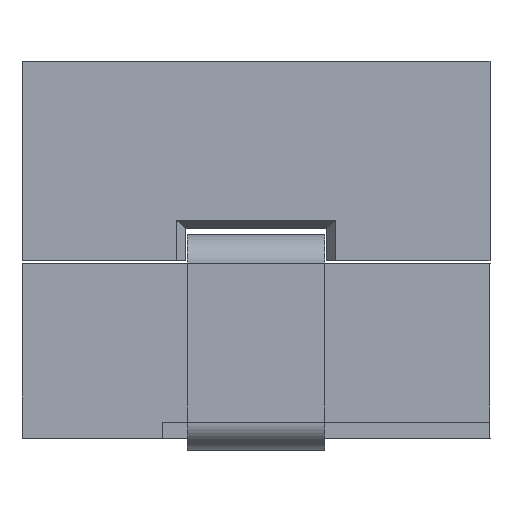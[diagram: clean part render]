
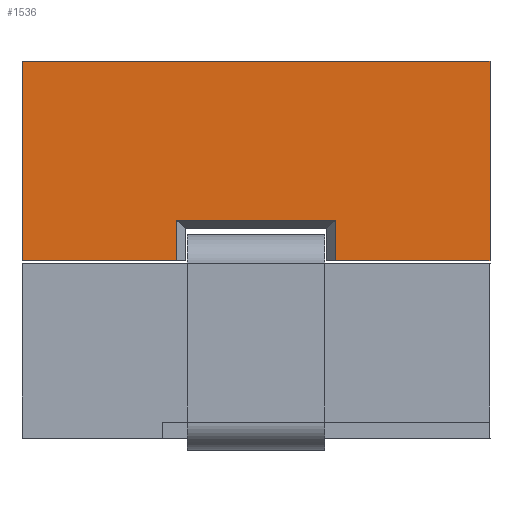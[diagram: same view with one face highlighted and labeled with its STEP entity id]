
A CAD part, left-side view. The second image highlights one B-rep face of the part: STEP entity #1536.
In plain terms, the highlighted free-form (B-spline) face has degree [1, 1] with [2, 2] control points.
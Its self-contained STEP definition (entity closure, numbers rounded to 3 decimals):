
#1177=CARTESIAN_POINT('',(-5.34,-3.825,0.));
#1178=VERTEX_POINT('',#1177);
#1193=CARTESIAN_POINT('',(-5.34,3.825,0.));
#1194=VERTEX_POINT('',#1193);
#1200=CARTESIAN_POINT('',(-5.34,3.825,0.));
#1201=CARTESIAN_POINT('',(-5.34,-3.825,0.));
#1202=B_SPLINE_CURVE_WITH_KNOTS('',1,(#1200,#1201),.UNSPECIFIED.,.F.,.U.,(2,2),(0.,1.),.UNSPECIFIED.);
#1203=EDGE_CURVE('',#1194,#1178,#1202,.T.);
#1406=CARTESIAN_POINT('',(-5.34,-3.825,-3.256));
#1407=VERTEX_POINT('',#1406);
#1413=CARTESIAN_POINT('',(-5.34,-3.825,0.));
#1414=CARTESIAN_POINT('',(-5.34,-3.825,-3.256));
#1415=B_SPLINE_CURVE_WITH_KNOTS('',1,(#1413,#1414),.UNSPECIFIED.,.F.,.U.,(2,2),(0.,1.),.UNSPECIFIED.);
#1416=EDGE_CURVE('',#1178,#1407,#1415,.T.);
#1477=CARTESIAN_POINT('',(-5.34,3.825,-3.256));
#1478=VERTEX_POINT('',#1477);
#1479=CARTESIAN_POINT('',(-5.34,3.825,0.));
#1480=CARTESIAN_POINT('',(-5.34,3.825,-3.256));
#1481=B_SPLINE_CURVE_WITH_KNOTS('',1,(#1479,#1480),.UNSPECIFIED.,.F.,.U.,(2,2),(0.,1.),.UNSPECIFIED.);
#1482=EDGE_CURVE('',#1194,#1478,#1481,.T.);
#1493=CARTESIAN_POINT('',(-5.34,3.825,0.));
#1494=CARTESIAN_POINT('',(-5.34,3.825,-3.256));
#1495=CARTESIAN_POINT('',(-5.34,-3.825,0.));
#1496=CARTESIAN_POINT('',(-5.34,-3.825,-3.256));
#1497=B_SPLINE_SURFACE_WITH_KNOTS('',1,1,((#1493,#1494),(#1495,#1496)),.PLANE_SURF.,.F.,.F.,.U.,(2,2),(2,2),(0.,1.),(0.,1.),.UNSPECIFIED.);
#1498=CARTESIAN_POINT('',(-5.34,1.3,-2.596));
#1499=VERTEX_POINT('',#1498);
#1500=CARTESIAN_POINT('',(-5.34,1.3,-3.256));
#1501=VERTEX_POINT('',#1500);
#1502=CARTESIAN_POINT('',(-5.34,1.3,-2.596));
#1503=CARTESIAN_POINT('',(-5.34,1.3,-3.256));
#1504=B_SPLINE_CURVE_WITH_KNOTS('',1,(#1502,#1503),.UNSPECIFIED.,.F.,.U.,(2,2),(0.797,1.),.UNSPECIFIED.);
#1505=EDGE_CURVE('',#1499,#1501,#1504,.T.);
#1506=ORIENTED_EDGE('',*,*,#1505,.T.);
#1507=CARTESIAN_POINT('',(-5.34,3.825,-3.256));
#1508=CARTESIAN_POINT('',(-5.34,1.3,-3.256));
#1509=B_SPLINE_CURVE_WITH_KNOTS('',1,(#1507,#1508),.UNSPECIFIED.,.F.,.U.,(2,2),(0.,0.33),.UNSPECIFIED.);
#1510=EDGE_CURVE('',#1478,#1501,#1509,.T.);
#1511=ORIENTED_EDGE('',*,*,#1510,.F.);
#1512=ORIENTED_EDGE('',*,*,#1482,.F.);
#1513=ORIENTED_EDGE('',*,*,#1203,.T.);
#1514=ORIENTED_EDGE('',*,*,#1416,.T.);
#1515=CARTESIAN_POINT('',(-5.34,-1.3,-3.256));
#1516=VERTEX_POINT('',#1515);
#1517=CARTESIAN_POINT('',(-5.34,-1.3,-3.256));
#1518=CARTESIAN_POINT('',(-5.34,-3.825,-3.256));
#1519=B_SPLINE_CURVE_WITH_KNOTS('',1,(#1517,#1518),.UNSPECIFIED.,.F.,.U.,(2,2),(0.67,1.),.UNSPECIFIED.);
#1520=EDGE_CURVE('',#1516,#1407,#1519,.T.);
#1521=ORIENTED_EDGE('',*,*,#1520,.F.);
#1522=CARTESIAN_POINT('',(-5.34,-1.3,-2.596));
#1523=VERTEX_POINT('',#1522);
#1524=CARTESIAN_POINT('',(-5.34,-1.3,-3.256));
#1525=CARTESIAN_POINT('',(-5.34,-1.3,-2.596));
#1526=B_SPLINE_CURVE_WITH_KNOTS('',1,(#1524,#1525),.UNSPECIFIED.,.F.,.U.,(2,2),(0.,0.203),.UNSPECIFIED.);
#1527=EDGE_CURVE('',#1516,#1523,#1526,.T.);
#1528=ORIENTED_EDGE('',*,*,#1527,.T.);
#1529=CARTESIAN_POINT('',(-5.34,-1.3,-2.596));
#1530=CARTESIAN_POINT('',(-5.34,1.3,-2.596));
#1531=B_SPLINE_CURVE_WITH_KNOTS('',1,(#1529,#1530),.UNSPECIFIED.,.F.,.U.,(2,2),(0.33,0.67),.UNSPECIFIED.);
#1532=EDGE_CURVE('',#1523,#1499,#1531,.T.);
#1533=ORIENTED_EDGE('',*,*,#1532,.T.);
#1534=EDGE_LOOP('',(#1506,#1511,#1512,#1513,#1514,#1521,#1528,#1533));
#1535=FACE_OUTER_BOUND('',#1534,.F.);
#1536=ADVANCED_FACE('',(#1535),#1497,.F.);
